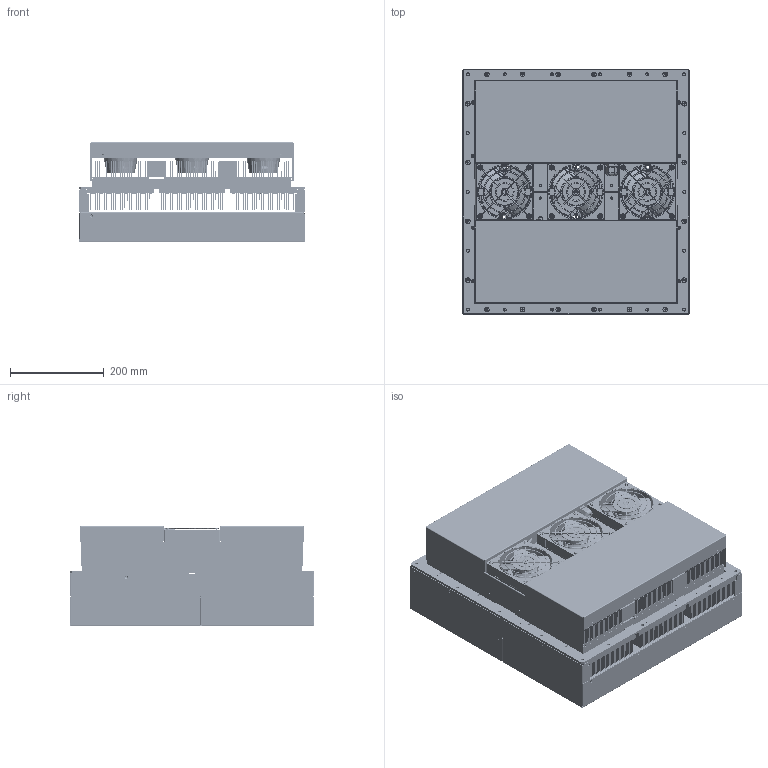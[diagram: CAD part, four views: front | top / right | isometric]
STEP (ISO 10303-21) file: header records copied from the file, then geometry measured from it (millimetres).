
FILE_DESCRIPTION (( 'STEP AP203' ), '1' );
FILE_NAME ('AHP-3200.STEP', '2016-05-11T14:17:21', ( '' ), ( '' ), 'SwSTEP 2.0', 'SolidWorks 2016', '' );
FILE_SCHEMA (( 'CONFIG_CONTROL_DESIGN' ));
Length unit declared in the file: inch
Products named in the file (1): AHP-3200
Bounding box: 483.16 x 521.21 x 213.51 mm (x, y, z)
Surface area: 8061279.8 mm2 (no closed solid volume)
Topology: 0 solids, 253 shells, 2943 faces, 13526 edges, 10377 vertices
Faces by surface type: plane 1534, cylinder 1235, bspline 148, cone 26
Entity records: 193917 total; most frequent: CARTESIAN_POINT 95231, ORIENTED_EDGE 19294, DIRECTION 17045, EDGE_CURVE 13518, VERTEX_POINT 10373, LINE 6697, VECTOR 6697, AXIS2_PLACEMENT_3D 5174
